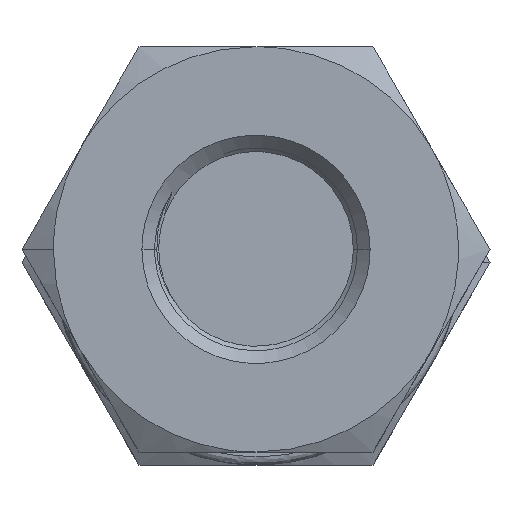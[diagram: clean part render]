
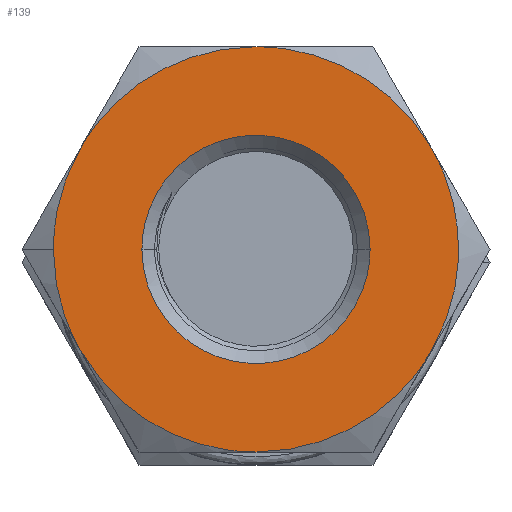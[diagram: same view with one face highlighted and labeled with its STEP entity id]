
A CAD part, top view. The second image highlights one B-rep face of the part: STEP entity #139.
In plain terms, the highlighted planar face has unit normal (0, 0, 1).
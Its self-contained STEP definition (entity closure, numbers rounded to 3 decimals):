
#32=FACE_BOUND('',#336,.T.);
#36=(
BOUNDED_CURVE()
B_SPLINE_CURVE(2,(#4088,#4089,#4090,#4091,#4092),.UNSPECIFIED.,.F.,.F.)
B_SPLINE_CURVE_WITH_KNOTS((3,2,3),(0.,1.309,2.618),
 .UNSPECIFIED.)
CURVE()
GEOMETRIC_REPRESENTATION_ITEM()
RATIONAL_B_SPLINE_CURVE((1.,0.966,1.,0.966,1.))
REPRESENTATION_ITEM('')
);
#41=(
BOUNDED_CURVE()
B_SPLINE_CURVE(2,(#4158,#4159,#4160,#4161,#4162),.UNSPECIFIED.,.F.,.F.)
B_SPLINE_CURVE_WITH_KNOTS((3,2,3),(0.,2.211,4.422),
 .UNSPECIFIED.)
CURVE()
GEOMETRIC_REPRESENTATION_ITEM()
RATIONAL_B_SPLINE_CURVE((1.,0.707,1.,0.707,1.))
REPRESENTATION_ITEM('')
);
#43=(
BOUNDED_CURVE()
B_SPLINE_CURVE(2,(#4196,#4197,#4198,#4199,#4200),.UNSPECIFIED.,.F.,.F.)
B_SPLINE_CURVE_WITH_KNOTS((3,2,3),(0.,2.211,4.422),
 .UNSPECIFIED.)
CURVE()
GEOMETRIC_REPRESENTATION_ITEM()
RATIONAL_B_SPLINE_CURVE((1.,0.707,1.,0.707,1.))
REPRESENTATION_ITEM('')
);
#66=(
BOUNDED_CURVE()
B_SPLINE_CURVE(2,(#4737,#4738,#4739),.UNSPECIFIED.,.F.,.F.)
B_SPLINE_CURVE_WITH_KNOTS((3,3),(13.09,15.708),
 .UNSPECIFIED.)
CURVE()
GEOMETRIC_REPRESENTATION_ITEM()
RATIONAL_B_SPLINE_CURVE((1.,0.866,1.))
REPRESENTATION_ITEM('')
);
#67=(
BOUNDED_CURVE()
B_SPLINE_CURVE(2,(#4740,#4741,#4742),.UNSPECIFIED.,.F.,.F.)
B_SPLINE_CURVE_WITH_KNOTS((3,3),(10.472,13.09),
 .UNSPECIFIED.)
CURVE()
GEOMETRIC_REPRESENTATION_ITEM()
RATIONAL_B_SPLINE_CURVE((1.,0.866,1.))
REPRESENTATION_ITEM('')
);
#68=(
BOUNDED_CURVE()
B_SPLINE_CURVE(2,(#4743,#4744,#4745),.UNSPECIFIED.,.F.,.F.)
B_SPLINE_CURVE_WITH_KNOTS((3,3),(9.163,10.472),
 .UNSPECIFIED.)
CURVE()
GEOMETRIC_REPRESENTATION_ITEM()
RATIONAL_B_SPLINE_CURVE((1.,0.966,1.))
REPRESENTATION_ITEM('')
);
#69=(
BOUNDED_CURVE()
B_SPLINE_CURVE(2,(#4746,#4747,#4748),.UNSPECIFIED.,.F.,.F.)
B_SPLINE_CURVE_WITH_KNOTS((3,3),(7.854,9.163),
 .UNSPECIFIED.)
CURVE()
GEOMETRIC_REPRESENTATION_ITEM()
RATIONAL_B_SPLINE_CURVE((1.,0.966,1.))
REPRESENTATION_ITEM('')
);
#70=(
BOUNDED_CURVE()
B_SPLINE_CURVE(2,(#4749,#4750,#4751),.UNSPECIFIED.,.F.,.F.)
B_SPLINE_CURVE_WITH_KNOTS((3,3),(5.236,7.854),
 .UNSPECIFIED.)
CURVE()
GEOMETRIC_REPRESENTATION_ITEM()
RATIONAL_B_SPLINE_CURVE((1.,0.866,1.))
REPRESENTATION_ITEM('')
);
#71=(
BOUNDED_CURVE()
B_SPLINE_CURVE(2,(#4752,#4753,#4754),.UNSPECIFIED.,.F.,.F.)
B_SPLINE_CURVE_WITH_KNOTS((3,3),(2.618,5.236),
 .UNSPECIFIED.)
CURVE()
GEOMETRIC_REPRESENTATION_ITEM()
RATIONAL_B_SPLINE_CURVE((1.,0.866,1.))
REPRESENTATION_ITEM('')
);
#139=ADVANCED_FACE('',(#237,#32),#1459,.T.);
#237=FACE_OUTER_BOUND('',#335,.T.);
#335=EDGE_LOOP('',(#481,#482,#483,#484,#485,#486,#487));
#336=EDGE_LOOP('',(#488,#489));
#481=ORIENTED_EDGE('',*,*,#900,.T.);
#482=ORIENTED_EDGE('',*,*,#997,.T.);
#483=ORIENTED_EDGE('',*,*,#996,.T.);
#484=ORIENTED_EDGE('',*,*,#995,.T.);
#485=ORIENTED_EDGE('',*,*,#994,.T.);
#486=ORIENTED_EDGE('',*,*,#993,.T.);
#487=ORIENTED_EDGE('',*,*,#992,.T.);
#488=ORIENTED_EDGE('',*,*,#917,.F.);
#489=ORIENTED_EDGE('',*,*,#912,.F.);
#900=EDGE_CURVE('',#1269,#1314,#36,.T.);
#912=EDGE_CURVE('',#1271,#1324,#41,.T.);
#917=EDGE_CURVE('',#1324,#1271,#43,.T.);
#992=EDGE_CURVE('',#1321,#1269,#66,.T.);
#993=EDGE_CURVE('',#1319,#1321,#67,.T.);
#994=EDGE_CURVE('',#1309,#1319,#68,.T.);
#995=EDGE_CURVE('',#1310,#1309,#69,.T.);
#996=EDGE_CURVE('',#1316,#1310,#70,.T.);
#997=EDGE_CURVE('',#1314,#1316,#71,.T.);
#1269=VERTEX_POINT('',#4030);
#1271=VERTEX_POINT('',#4032);
#1309=VERTEX_POINT('',#4070);
#1310=VERTEX_POINT('',#4071);
#1314=VERTEX_POINT('',#4075);
#1316=VERTEX_POINT('',#4077);
#1319=VERTEX_POINT('',#4080);
#1321=VERTEX_POINT('',#4082);
#1324=VERTEX_POINT('',#4085);
#1459=PLANE('',#1505);
#1505=AXIS2_PLACEMENT_3D('',#3172,#1535,$);
#1535=DIRECTION('',(0.,0.,1.));
#3172=CARTESIAN_POINT('',(-3.125,-3.125,3.6));
#4030=CARTESIAN_POINT('',(2.165,-1.25,3.6));
#4032=CARTESIAN_POINT('',(-1.407,0.,3.6));
#4070=CARTESIAN_POINT('',(-2.5,0.,3.6));
#4071=CARTESIAN_POINT('',(-2.165,1.25,3.6));
#4075=CARTESIAN_POINT('',(2.165,1.25,3.6));
#4077=CARTESIAN_POINT('',(0.,2.5,3.6));
#4080=CARTESIAN_POINT('',(-2.165,-1.25,3.6));
#4082=CARTESIAN_POINT('',(0.,-2.5,3.6));
#4085=CARTESIAN_POINT('',(1.408,0.,3.6));
#4088=CARTESIAN_POINT('',(2.165,-1.25,3.6));
#4089=CARTESIAN_POINT('',(2.5,-0.67,3.6));
#4090=CARTESIAN_POINT('',(2.5,0.,3.6));
#4091=CARTESIAN_POINT('',(2.5,0.67,3.6));
#4092=CARTESIAN_POINT('',(2.165,1.25,3.6));
#4158=CARTESIAN_POINT('',(-1.407,0.,3.6));
#4159=CARTESIAN_POINT('',(-1.407,-1.408,3.6));
#4160=CARTESIAN_POINT('',(0.,-1.408,3.6));
#4161=CARTESIAN_POINT('',(1.408,-1.408,3.6));
#4162=CARTESIAN_POINT('',(1.408,0.,3.6));
#4196=CARTESIAN_POINT('',(1.408,0.,3.6));
#4197=CARTESIAN_POINT('',(1.408,1.408,3.6));
#4198=CARTESIAN_POINT('',(0.,1.408,3.6));
#4199=CARTESIAN_POINT('',(-1.407,1.408,3.6));
#4200=CARTESIAN_POINT('',(-1.407,0.,3.6));
#4737=CARTESIAN_POINT('',(0.,-2.5,3.6));
#4738=CARTESIAN_POINT('',(1.443,-2.5,3.6));
#4739=CARTESIAN_POINT('',(2.165,-1.25,3.6));
#4740=CARTESIAN_POINT('',(-2.165,-1.25,3.6));
#4741=CARTESIAN_POINT('',(-1.443,-2.5,3.6));
#4742=CARTESIAN_POINT('',(0.,-2.5,3.6));
#4743=CARTESIAN_POINT('',(-2.5,0.,3.6));
#4744=CARTESIAN_POINT('',(-2.5,-0.67,3.6));
#4745=CARTESIAN_POINT('',(-2.165,-1.25,3.6));
#4746=CARTESIAN_POINT('',(-2.165,1.25,3.6));
#4747=CARTESIAN_POINT('',(-2.5,0.67,3.6));
#4748=CARTESIAN_POINT('',(-2.5,0.,3.6));
#4749=CARTESIAN_POINT('',(0.,2.5,3.6));
#4750=CARTESIAN_POINT('',(-1.443,2.5,3.6));
#4751=CARTESIAN_POINT('',(-2.165,1.25,3.6));
#4752=CARTESIAN_POINT('',(2.165,1.25,3.6));
#4753=CARTESIAN_POINT('',(1.443,2.5,3.6));
#4754=CARTESIAN_POINT('',(0.,2.5,3.6));
